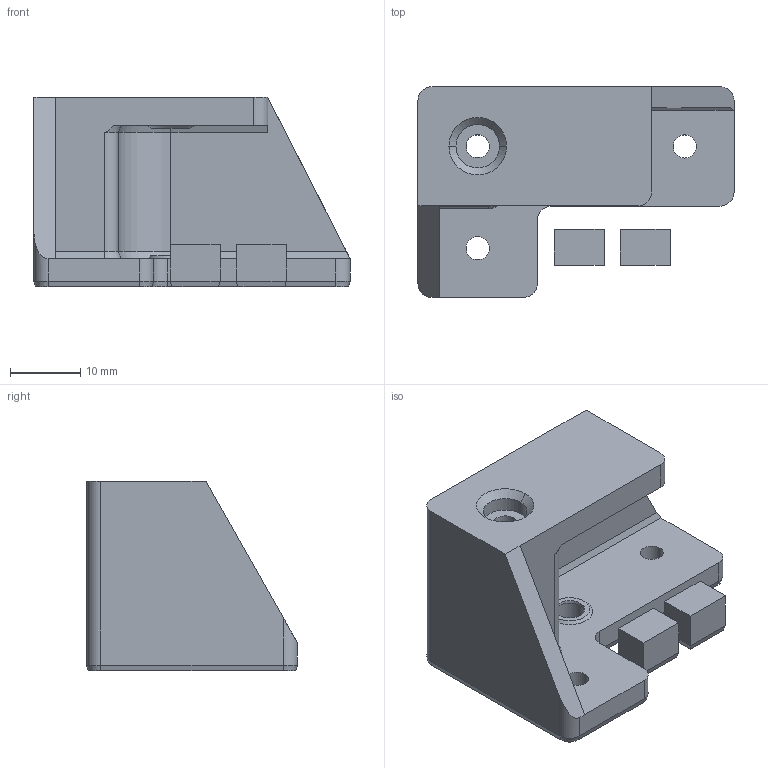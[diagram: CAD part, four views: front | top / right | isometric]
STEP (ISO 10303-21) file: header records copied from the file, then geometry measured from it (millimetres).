
FILE_DESCRIPTION (( 'STEP AP203' ), '1' );
FILE_NAME ('v2_slot5_y_idle_pulley_mount_R.STEP', '2018-02-17T11:14:54', ( 'Admin' ), ( '' ), 'SwSTEP 2.0', 'SolidWorks 2013', '' );
FILE_SCHEMA (( 'CONFIG_CONTROL_DESIGN' ));
Length unit declared in the file: millimetre
Products named in the file (1): v2_slot5_y_idle_pulley_mount_R
Bounding box: 45 x 30 x 27 mm (x, y, z)
Volume: 12067.1 mm3; surface area: 6766.3 mm2
Topology: 3 solids, 3 shells, 114 faces, 258 edges, 157 vertices
Faces by surface type: plane 63, cone 30, cylinder 21
Entity records: 3232 total; most frequent: DIRECTION 561, CARTESIAN_POINT 543, ORIENTED_EDGE 516, EDGE_CURVE 258, AXIS2_PLACEMENT_3D 191, VECTOR 179, LINE 179, VERTEX_POINT 157
